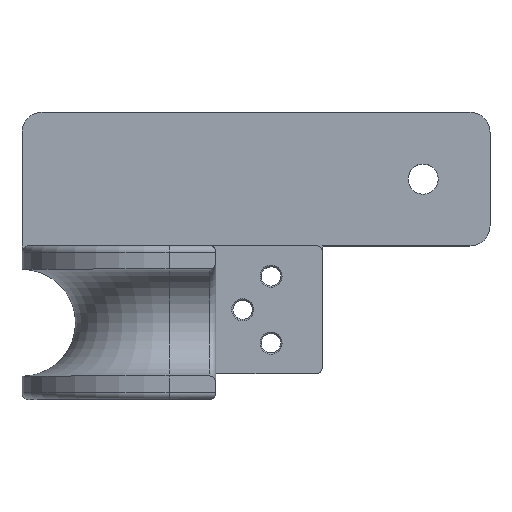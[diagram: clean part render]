
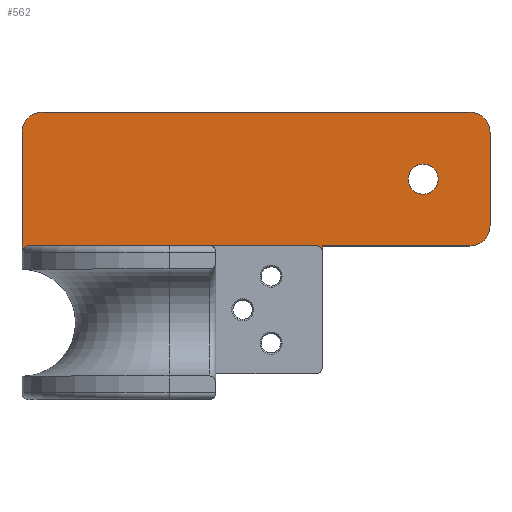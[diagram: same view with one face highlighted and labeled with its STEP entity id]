
A CAD part, top view. The second image highlights one B-rep face of the part: STEP entity #562.
In plain terms, the highlighted planar face has unit normal (0, 0, 1).
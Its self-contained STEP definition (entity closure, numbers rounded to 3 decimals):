
#155 = VERTEX_POINT('',#156);
#156 = CARTESIAN_POINT('',(45.,0.,6.));
#164 = EDGE_CURVE('',#155,#165,#167,.T.);
#165 = VERTEX_POINT('',#166);
#166 = CARTESIAN_POINT('',(45.,-1.,6.));
#167 = LINE('',#168,#169);
#168 = CARTESIAN_POINT('',(45.,-0.79,6.));
#169 = VECTOR('',#170,1.);
#170 = DIRECTION('',(0.,-1.,0.));
#220 = EDGE_CURVE('',#221,#165,#223,.T.);
#221 = VERTEX_POINT('',#222);
#222 = CARTESIAN_POINT('',(44.,0.,6.));
#223 = CIRCLE('',#224,1.);
#224 = AXIS2_PLACEMENT_3D('',#225,#226,#227);
#225 = CARTESIAN_POINT('',(44.,-1.,6.));
#226 = DIRECTION('',(0.,0.,-1.));
#227 = DIRECTION('',(0.,1.,0.));
#342 = EDGE_CURVE('',#343,#221,#345,.T.);
#343 = VERTEX_POINT('',#344);
#344 = CARTESIAN_POINT('',(1.,0.,6.));
#345 = LINE('',#346,#347);
#346 = CARTESIAN_POINT('',(0.,0.,6.));
#347 = VECTOR('',#348,1.);
#348 = DIRECTION('',(1.,0.,0.));
#527 = EDGE_CURVE('',#155,#528,#530,.T.);
#528 = VERTEX_POINT('',#529);
#529 = CARTESIAN_POINT('',(67.,0.,6.));
#530 = LINE('',#531,#532);
#531 = CARTESIAN_POINT('',(0.,0.,6.));
#532 = VECTOR('',#533,1.);
#533 = DIRECTION('',(1.,0.,0.));
#562 = ADVANCED_FACE('',(#563,#635),#646,.T.);
#563 = FACE_BOUND('',#564,.T.);
#564 = EDGE_LOOP('',(#565,#566,#567,#568,#569,#578,#586,#595,#603,#612,
    #620,#628));
#565 = ORIENTED_EDGE('',*,*,#342,.T.);
#566 = ORIENTED_EDGE('',*,*,#220,.T.);
#567 = ORIENTED_EDGE('',*,*,#164,.F.);
#568 = ORIENTED_EDGE('',*,*,#527,.T.);
#569 = ORIENTED_EDGE('',*,*,#570,.T.);
#570 = EDGE_CURVE('',#528,#571,#573,.T.);
#571 = VERTEX_POINT('',#572);
#572 = CARTESIAN_POINT('',(70.,3.,6.));
#573 = CIRCLE('',#574,3.);
#574 = AXIS2_PLACEMENT_3D('',#575,#576,#577);
#575 = CARTESIAN_POINT('',(67.,3.,6.));
#576 = DIRECTION('',(0.,0.,1.));
#577 = DIRECTION('',(1.,0.,0.));
#578 = ORIENTED_EDGE('',*,*,#579,.T.);
#579 = EDGE_CURVE('',#571,#580,#582,.T.);
#580 = VERTEX_POINT('',#581);
#581 = CARTESIAN_POINT('',(70.,17.,6.));
#582 = LINE('',#583,#584);
#583 = CARTESIAN_POINT('',(70.,3.,6.));
#584 = VECTOR('',#585,1.);
#585 = DIRECTION('',(0.,1.,0.));
#586 = ORIENTED_EDGE('',*,*,#587,.T.);
#587 = EDGE_CURVE('',#580,#588,#590,.T.);
#588 = VERTEX_POINT('',#589);
#589 = CARTESIAN_POINT('',(67.,20.,6.));
#590 = CIRCLE('',#591,3.);
#591 = AXIS2_PLACEMENT_3D('',#592,#593,#594);
#592 = CARTESIAN_POINT('',(67.,17.,6.));
#593 = DIRECTION('',(0.,0.,1.));
#594 = DIRECTION('',(1.,0.,0.));
#595 = ORIENTED_EDGE('',*,*,#596,.T.);
#596 = EDGE_CURVE('',#588,#597,#599,.T.);
#597 = VERTEX_POINT('',#598);
#598 = CARTESIAN_POINT('',(3.,20.,6.));
#599 = LINE('',#600,#601);
#600 = CARTESIAN_POINT('',(67.,20.,6.));
#601 = VECTOR('',#602,1.);
#602 = DIRECTION('',(-1.,0.,0.));
#603 = ORIENTED_EDGE('',*,*,#604,.T.);
#604 = EDGE_CURVE('',#597,#605,#607,.T.);
#605 = VERTEX_POINT('',#606);
#606 = CARTESIAN_POINT('',(0.,17.,6.));
#607 = CIRCLE('',#608,3.);
#608 = AXIS2_PLACEMENT_3D('',#609,#610,#611);
#609 = CARTESIAN_POINT('',(3.,17.,6.));
#610 = DIRECTION('',(0.,0.,1.));
#611 = DIRECTION('',(1.,0.,0.));
#612 = ORIENTED_EDGE('',*,*,#613,.T.);
#613 = EDGE_CURVE('',#605,#614,#616,.T.);
#614 = VERTEX_POINT('',#615);
#615 = CARTESIAN_POINT('',(0.,0.,6.));
#616 = LINE('',#617,#618);
#617 = CARTESIAN_POINT('',(0.,17.,6.));
#618 = VECTOR('',#619,1.);
#619 = DIRECTION('',(0.,-1.,0.));
#620 = ORIENTED_EDGE('',*,*,#621,.T.);
#621 = EDGE_CURVE('',#614,#622,#624,.T.);
#622 = VERTEX_POINT('',#623);
#623 = CARTESIAN_POINT('',(0.,-1.,6.));
#624 = LINE('',#625,#626);
#625 = CARTESIAN_POINT('',(0.,1.716,6.));
#626 = VECTOR('',#627,1.);
#627 = DIRECTION('',(-0.,-1.,-0.));
#628 = ORIENTED_EDGE('',*,*,#629,.T.);
#629 = EDGE_CURVE('',#622,#343,#630,.T.);
#630 = CIRCLE('',#631,1.);
#631 = AXIS2_PLACEMENT_3D('',#632,#633,#634);
#632 = CARTESIAN_POINT('',(1.,-1.,6.));
#633 = DIRECTION('',(0.,0.,-1.));
#634 = DIRECTION('',(0.,1.,0.));
#635 = FACE_BOUND('',#636,.T.);
#636 = EDGE_LOOP('',(#637));
#637 = ORIENTED_EDGE('',*,*,#638,.F.);
#638 = EDGE_CURVE('',#639,#639,#641,.T.);
#639 = VERTEX_POINT('',#640);
#640 = CARTESIAN_POINT('',(62.25,10.,6.));
#641 = CIRCLE('',#642,2.25);
#642 = AXIS2_PLACEMENT_3D('',#643,#644,#645);
#643 = CARTESIAN_POINT('',(60.,10.,6.));
#644 = DIRECTION('',(0.,0.,1.));
#645 = DIRECTION('',(1.,0.,0.));
#646 = PLANE('',#647);
#647 = AXIS2_PLACEMENT_3D('',#648,#649,#650);
#648 = CARTESIAN_POINT('',(34.729,9.919,6.));
#649 = DIRECTION('',(0.,0.,1.));
#650 = DIRECTION('',(1.,0.,0.));
